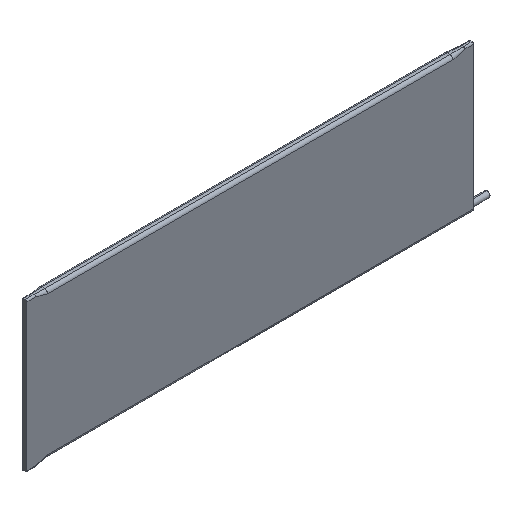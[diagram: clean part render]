
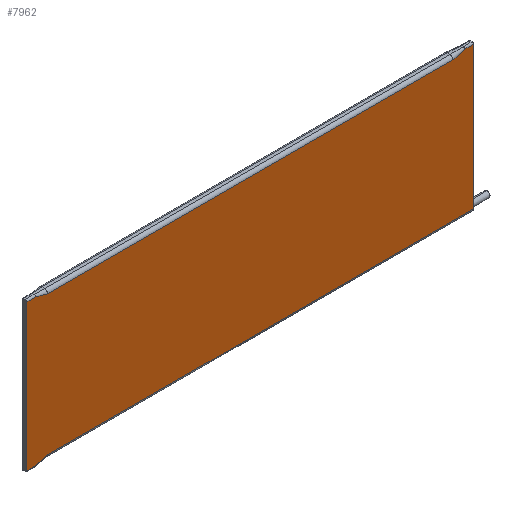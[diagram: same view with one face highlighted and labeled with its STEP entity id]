
A CAD part, isometric view. The second image highlights one B-rep face of the part: STEP entity #7962.
In plain terms, the highlighted planar face has unit normal (0, -1, 0).
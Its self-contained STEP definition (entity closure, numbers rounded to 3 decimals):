
#142 = DIRECTION ( 'NONE',  ( 0., 0., -1. ) ) ;
#163 = FACE_OUTER_BOUND ( 'NONE', #14419, .T. ) ;
#182 = CARTESIAN_POINT ( 'NONE',  ( 0., 0., 24.5 ) ) ;
#210 = CARTESIAN_POINT ( 'NONE',  ( -75., 0., 0. ) ) ;
#443 = CARTESIAN_POINT ( 'NONE',  ( 75., 0., 24.5 ) ) ;
#755 = DIRECTION ( 'NONE',  ( 0., 0., -1. ) ) ;
#789 = VERTEX_POINT ( 'NONE', #9257 ) ;
#835 = CARTESIAN_POINT ( 'NONE',  ( -68., 0., 23.385 ) ) ;
#868 = VERTEX_POINT ( 'NONE', #2889 ) ;
#1035 = ORIENTED_EDGE ( 'NONE', *, *, #7322, .T. ) ;
#1124 = DIRECTION ( 'NONE',  ( -1., 0., 0. ) ) ;
#1220 = AXIS2_PLACEMENT_3D ( 'NONE', #14288, #12184, #755 ) ;
#1429 = LINE ( 'NONE', #2642, #4580 ) ;
#1735 = CARTESIAN_POINT ( 'NONE',  ( 0., 0., 24.5 ) ) ;
#2373 = VECTOR ( 'NONE', #11249, 1000. ) ;
#2642 = CARTESIAN_POINT ( 'NONE',  ( 75., 0., -21.385 ) ) ;
#2646 = LINE ( 'NONE', #8327, #14277 ) ;
#2889 = CARTESIAN_POINT ( 'NONE',  ( 75., 0., -23.385 ) ) ;
#3068 = EDGE_CURVE ( 'NONE', #14410, #8728, #7325, .T. ) ;
#3143 = ORIENTED_EDGE ( 'NONE', *, *, #4047, .T. ) ;
#3439 = DIRECTION ( 'NONE',  ( 0.963, 0., 0.269 ) ) ;
#3516 = DIRECTION ( 'NONE',  ( -1., 0., 0. ) ) ;
#3629 = LINE ( 'NONE', #4759, #10732 ) ;
#3706 = DIRECTION ( 'NONE',  ( 0., 0., -1. ) ) ;
#3877 = ORIENTED_EDGE ( 'NONE', *, *, #12674, .F. ) ;
#3933 = DIRECTION ( 'NONE',  ( -1., 0., 0. ) ) ;
#4047 = EDGE_CURVE ( 'NONE', #7762, #868, #11393, .T. ) ;
#4580 = VECTOR ( 'NONE', #3706, 1000. ) ;
#4759 = CARTESIAN_POINT ( 'NONE',  ( -70., 0., -23.942 ) ) ;
#4769 = PLANE ( 'NONE',  #1220 ) ;
#4816 = VECTOR ( 'NONE', #3439, 1000. ) ;
#4911 = DIRECTION ( 'NONE',  ( 0.963, 0., -0.269 ) ) ;
#5132 = ORIENTED_EDGE ( 'NONE', *, *, #7013, .F. ) ;
#5492 = VERTEX_POINT ( 'NONE', #5548 ) ;
#5548 = CARTESIAN_POINT ( 'NONE',  ( -72., 0., -24.5 ) ) ;
#5743 = CARTESIAN_POINT ( 'NONE',  ( -68., 0., 23.385 ) ) ;
#5857 = VERTEX_POINT ( 'NONE', #8059 ) ;
#6067 = EDGE_CURVE ( 'NONE', #8728, #5492, #13559, .T. ) ;
#6457 = CARTESIAN_POINT ( 'NONE',  ( 0., 0., -24.5 ) ) ;
#6839 = LINE ( 'NONE', #13570, #4816 ) ;
#6842 = CARTESIAN_POINT ( 'NONE',  ( -75., 0., -24.5 ) ) ;
#7013 = EDGE_CURVE ( 'NONE', #8496, #8129, #2646, .T. ) ;
#7067 = VECTOR ( 'NONE', #142, 1000. ) ;
#7094 = LINE ( 'NONE', #5743, #10646 ) ;
#7182 = EDGE_CURVE ( 'NONE', #8347, #5857, #13235, .T. ) ;
#7312 = ORIENTED_EDGE ( 'NONE', *, *, #9183, .F. ) ;
#7322 = EDGE_CURVE ( 'NONE', #789, #8129, #7094, .T. ) ;
#7325 = LINE ( 'NONE', #210, #7067 ) ;
#7762 = VERTEX_POINT ( 'NONE', #14457 ) ;
#7764 = ORIENTED_EDGE ( 'NONE', *, *, #10162, .F. ) ;
#7962 = ADVANCED_FACE ( 'NONE', ( #163 ), #4769, .T. ) ;
#8059 = CARTESIAN_POINT ( 'NONE',  ( 72., 0., 24.5 ) ) ;
#8129 = VERTEX_POINT ( 'NONE', #835 ) ;
#8287 = ORIENTED_EDGE ( 'NONE', *, *, #7182, .T. ) ;
#8327 = CARTESIAN_POINT ( 'NONE',  ( -70., 0., 23.943 ) ) ;
#8347 = VERTEX_POINT ( 'NONE', #443 ) ;
#8496 = VERTEX_POINT ( 'NONE', #12833 ) ;
#8728 = VERTEX_POINT ( 'NONE', #6842 ) ;
#8821 = EDGE_CURVE ( 'NONE', #8496, #14410, #11676, .T. ) ;
#9183 = EDGE_CURVE ( 'NONE', #7762, #5492, #3629, .T. ) ;
#9257 = CARTESIAN_POINT ( 'NONE',  ( 68., 0., 23.385 ) ) ;
#9771 = CARTESIAN_POINT ( 'NONE',  ( -75., 0., 24.5 ) ) ;
#10159 = VECTOR ( 'NONE', #3933, 1000. ) ;
#10162 = EDGE_CURVE ( 'NONE', #8347, #868, #1429, .T. ) ;
#10646 = VECTOR ( 'NONE', #1124, 1000. ) ;
#10732 = VECTOR ( 'NONE', #12854, 1000. ) ;
#10968 = VECTOR ( 'NONE', #3516, 1000. ) ;
#11249 = DIRECTION ( 'NONE',  ( 1., 0., 0. ) ) ;
#11393 = LINE ( 'NONE', #13724, #2373 ) ;
#11676 = LINE ( 'NONE', #182, #10968 ) ;
#11692 = ORIENTED_EDGE ( 'NONE', *, *, #6067, .T. ) ;
#11758 = ORIENTED_EDGE ( 'NONE', *, *, #8821, .T. ) ;
#12118 = VECTOR ( 'NONE', #13488, 1000. ) ;
#12184 = DIRECTION ( 'NONE',  ( 0., -1., 0. ) ) ;
#12312 = ORIENTED_EDGE ( 'NONE', *, *, #3068, .T. ) ;
#12674 = EDGE_CURVE ( 'NONE', #789, #5857, #6839, .T. ) ;
#12833 = CARTESIAN_POINT ( 'NONE',  ( -72., 0., 24.5 ) ) ;
#12854 = DIRECTION ( 'NONE',  ( -0.963, 0., -0.269 ) ) ;
#13235 = LINE ( 'NONE', #1735, #10159 ) ;
#13488 = DIRECTION ( 'NONE',  ( 1., 0., 0. ) ) ;
#13559 = LINE ( 'NONE', #6457, #12118 ) ;
#13570 = CARTESIAN_POINT ( 'NONE',  ( 68., 0., 23.385 ) ) ;
#13724 = CARTESIAN_POINT ( 'NONE',  ( 68., 0., -23.385 ) ) ;
#14277 = VECTOR ( 'NONE', #4911, 1000. ) ;
#14288 = CARTESIAN_POINT ( 'NONE',  ( 0., 0., 0. ) ) ;
#14410 = VERTEX_POINT ( 'NONE', #9771 ) ;
#14419 = EDGE_LOOP ( 'NONE', ( #12312, #11692, #7312, #3143, #7764, #8287, #3877, #1035, #5132, #11758 ) ) ;
#14457 = CARTESIAN_POINT ( 'NONE',  ( -68., 0., -23.385 ) ) ;
